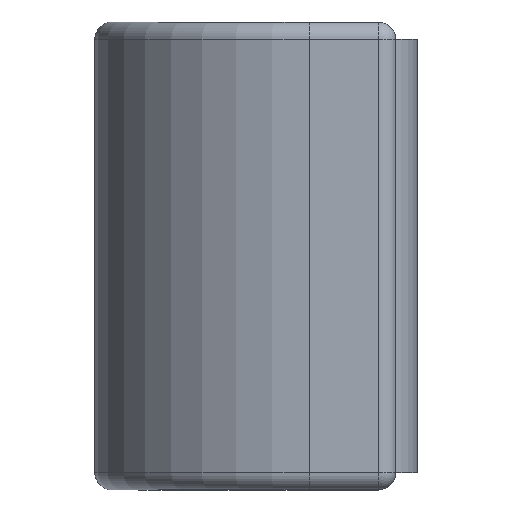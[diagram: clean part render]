
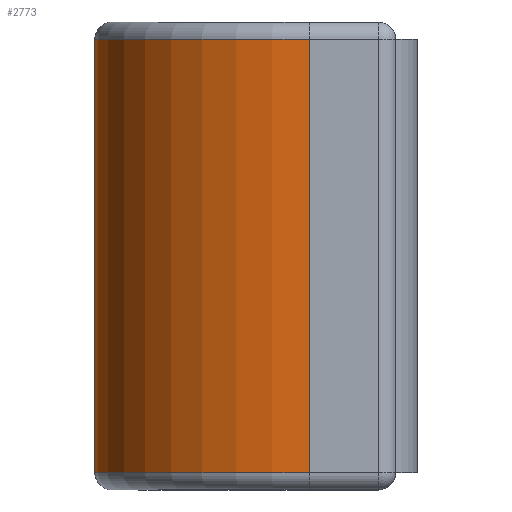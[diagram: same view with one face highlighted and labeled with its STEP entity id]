
A CAD part, left-side view. The second image highlights one B-rep face of the part: STEP entity #2773.
In plain terms, the highlighted cylindrical face has radius 9.423 mm (diameter 18.847 mm), a partial arc.
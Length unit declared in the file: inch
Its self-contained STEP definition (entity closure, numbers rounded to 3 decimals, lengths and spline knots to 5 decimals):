
#19 = DIRECTION ( 'NONE',  ( 0., 0., 1. ) ) ;
#262 = DIRECTION ( 'NONE',  ( 0., 0., -1. ) ) ;
#450 = CARTESIAN_POINT ( 'NONE',  ( -0.875, 0.187, 0.375 ) ) ;
#487 = EDGE_CURVE ( 'NONE', #2738, #2262, #1454, .T. ) ;
#495 = DIRECTION ( 'NONE',  ( 1., 0., 0. ) ) ;
#538 = FACE_OUTER_BOUND ( 'NONE', #1143, .T. ) ;
#737 = DIRECTION ( 'NONE',  ( 1., 0., 0. ) ) ;
#744 = VECTOR ( 'NONE', #262, 39.37008 ) ;
#842 = CARTESIAN_POINT ( 'NONE',  ( -0.504, 0.187, 0.375 ) ) ;
#854 = CYLINDRICAL_SURFACE ( 'NONE', #2508, 0.371 ) ;
#863 = EDGE_CURVE ( 'NONE', #3039, #2966, #1279, .T. ) ;
#879 = ORIENTED_EDGE ( 'NONE', *, *, #863, .F. ) ;
#922 = ORIENTED_EDGE ( 'NONE', *, *, #2051, .T. ) ;
#1143 = EDGE_LOOP ( 'NONE', ( #922, #1388, #1911, #879 ) ) ;
#1279 = CIRCLE ( 'NONE', #1806, 0.371 ) ;
#1310 = CARTESIAN_POINT ( 'NONE',  ( -0.504, 0.187, -0.375 ) ) ;
#1388 = ORIENTED_EDGE ( 'NONE', *, *, #487, .T. ) ;
#1454 = CIRCLE ( 'NONE', #2542, 0.371 ) ;
#1584 = LINE ( 'NONE', #3547, #744 ) ;
#1683 = CARTESIAN_POINT ( 'NONE',  ( -0.875, 0.187, -0.375 ) ) ;
#1806 = AXIS2_PLACEMENT_3D ( 'NONE', #450, #2398, #737 ) ;
#1879 = DIRECTION ( 'NONE',  ( 0., 0., 1. ) ) ;
#1911 = ORIENTED_EDGE ( 'NONE', *, *, #2361, .F. ) ;
#1959 = DIRECTION ( 'NONE',  ( 1., 0., 0. ) ) ;
#1965 = CARTESIAN_POINT ( 'NONE',  ( -1.246, 0.187, 0.375 ) ) ;
#2046 = VECTOR ( 'NONE', #3030, 39.37008 ) ;
#2051 = EDGE_CURVE ( 'NONE', #3039, #2738, #2760, .T. ) ;
#2084 = CARTESIAN_POINT ( 'NONE',  ( -1.246, 0.187, -0.375 ) ) ;
#2260 = CARTESIAN_POINT ( 'NONE',  ( -0.504, 0.187, 0.375 ) ) ;
#2262 = VERTEX_POINT ( 'NONE', #2084 ) ;
#2361 = EDGE_CURVE ( 'NONE', #2966, #2262, #1584, .T. ) ;
#2398 = DIRECTION ( 'NONE',  ( 0., 0., 1. ) ) ;
#2420 = CARTESIAN_POINT ( 'NONE',  ( -0.875, 0.187, 0. ) ) ;
#2508 = AXIS2_PLACEMENT_3D ( 'NONE', #2420, #1879, #495 ) ;
#2542 = AXIS2_PLACEMENT_3D ( 'NONE', #1683, #19, #1959 ) ;
#2738 = VERTEX_POINT ( 'NONE', #1310 ) ;
#2760 = LINE ( 'NONE', #842, #2046 ) ;
#2773 = ADVANCED_FACE ( 'NONE', ( #538 ), #854, .T. ) ;
#2966 = VERTEX_POINT ( 'NONE', #1965 ) ;
#3030 = DIRECTION ( 'NONE',  ( 0., 0., -1. ) ) ;
#3039 = VERTEX_POINT ( 'NONE', #2260 ) ;
#3547 = CARTESIAN_POINT ( 'NONE',  ( -1.246, 0.187, 0.375 ) ) ;
